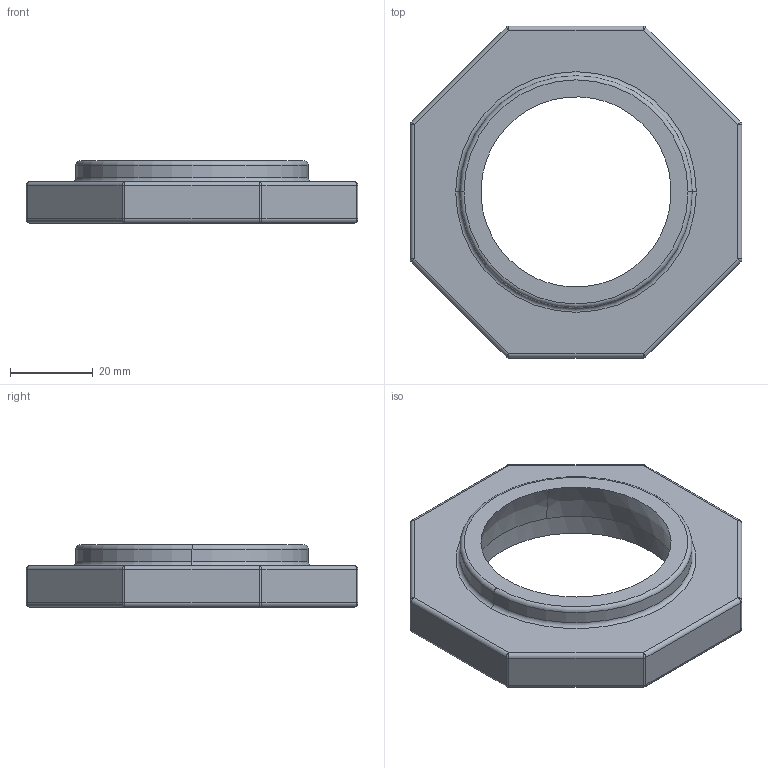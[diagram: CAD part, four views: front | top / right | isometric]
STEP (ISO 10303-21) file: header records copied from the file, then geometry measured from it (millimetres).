
FILE_DESCRIPTION(('CATIA V5 STEP Exchange'),'2;1');
FILE_NAME('Top_plate.stp','2023-02-17T14:35:30+00:00',('none'),('none'),'CATIA Version 5 Release 20 GA (IN-10)','CATIA V5 STEP AP203','none');
FILE_SCHEMA(('CONFIG_CONTROL_DESIGN'));
Length unit declared in the file: millimetre
Products named in the file (1): Top_plate
Bounding box: 80 x 80 x 15 mm (x, y, z)
Volume: 36815 mm3; surface area: 12494.9 mm2
Topology: 1 solids, 1 shells, 61 faces, 138 edges, 64 vertices
Faces by surface type: cylinder 28, sphere 18, plane 11, torus 4
Entity records: 1632 total; most frequent: CARTESIAN_POINT 368, ORIENTED_EDGE 244, DIRECTION 238, AXIS2_PLACEMENT_3D 126, EDGE_CURVE 122, CIRCLE 64, EDGE_LOOP 64, VERTEX_POINT 64
